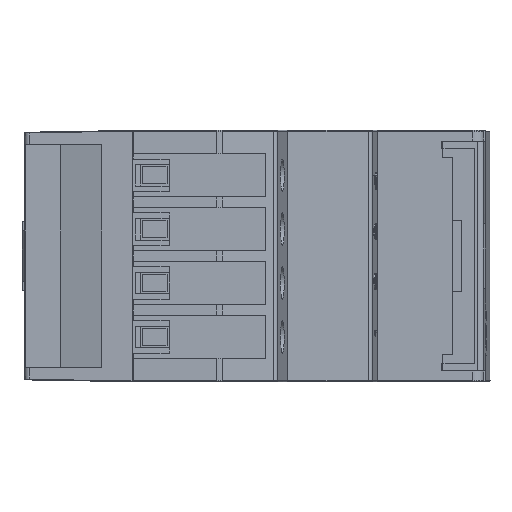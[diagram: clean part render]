
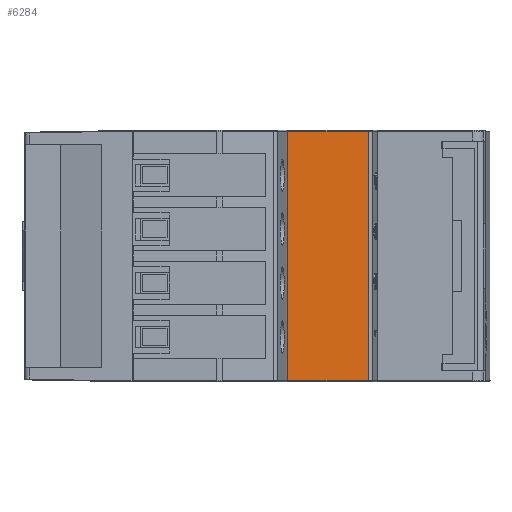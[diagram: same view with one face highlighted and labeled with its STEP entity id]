
A CAD part, front view. The second image highlights one B-rep face of the part: STEP entity #6284.
In plain terms, the highlighted planar face has unit normal (0.043, -0.999, 0).
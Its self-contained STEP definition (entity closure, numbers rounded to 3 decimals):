
#6284=ADVANCED_FACE('',(#32934),#32936,.T.);
#32934=FACE_BOUND('',#32935,.T.);
#32935=EDGE_LOOP('',(#72370,#72371,#72372,#72373));
#32936=PLANE('',#32937);
#32937=AXIS2_PLACEMENT_3D('',#32938,#32939,#32940);
#32938=CARTESIAN_POINT('',(0.,-31.,0.));
#32939=DIRECTION('',(0.043,-0.999,0.));
#32940=DIRECTION('',(0.999,0.043,0.));
#72370=ORIENTED_EDGE('',*,*,#78712,.T.);
#72371=ORIENTED_EDGE('',*,*,#78509,.F.);
#72372=ORIENTED_EDGE('',*,*,#78958,.F.);
#72373=ORIENTED_EDGE('',*,*,#78538,.T.);
#78509=EDGE_CURVE('',#84091,#84094,#84096,.T.);
#78538=EDGE_CURVE('',#84134,#84131,#84135,.T.);
#78712=EDGE_CURVE('',#84131,#84094,#84400,.T.);
#78958=EDGE_CURVE('',#84134,#84091,#84800,.T.);
#84091=VERTEX_POINT('',#95023);
#84094=VERTEX_POINT('',#95031);
#84096=LINE('',#95036,#95037);
#84131=VERTEX_POINT('',#95135);
#84134=VERTEX_POINT('',#95144);
#84135=LINE('',#95145,#95146);
#84400=LINE('',#96073,#96074);
#84800=LINE('',#96983,#96984);
#95023=CARTESIAN_POINT('',(0.,-31.,34.85));
#95031=CARTESIAN_POINT('',(11.224,-30.522,34.85));
#95036=CARTESIAN_POINT('',(0.,-31.,34.85));
#95037=VECTOR('',#95038,1.);
#95038=DIRECTION('',(0.999,0.043,0.));
#95135=CARTESIAN_POINT('',(11.224,-30.522,0.15));
#95144=CARTESIAN_POINT('',(0.,-31.,0.15));
#95145=CARTESIAN_POINT('',(0.,-31.,0.15));
#95146=VECTOR('',#95147,1.);
#95147=DIRECTION('',(0.999,0.043,0.));
#96073=CARTESIAN_POINT('',(11.224,-30.522,0.15));
#96074=VECTOR('',#96075,1.);
#96075=DIRECTION('',(0.,0.,1.));
#96983=CARTESIAN_POINT('',(0.,-31.,0.15));
#96984=VECTOR('',#96985,1.);
#96985=DIRECTION('',(0.,0.,1.));
